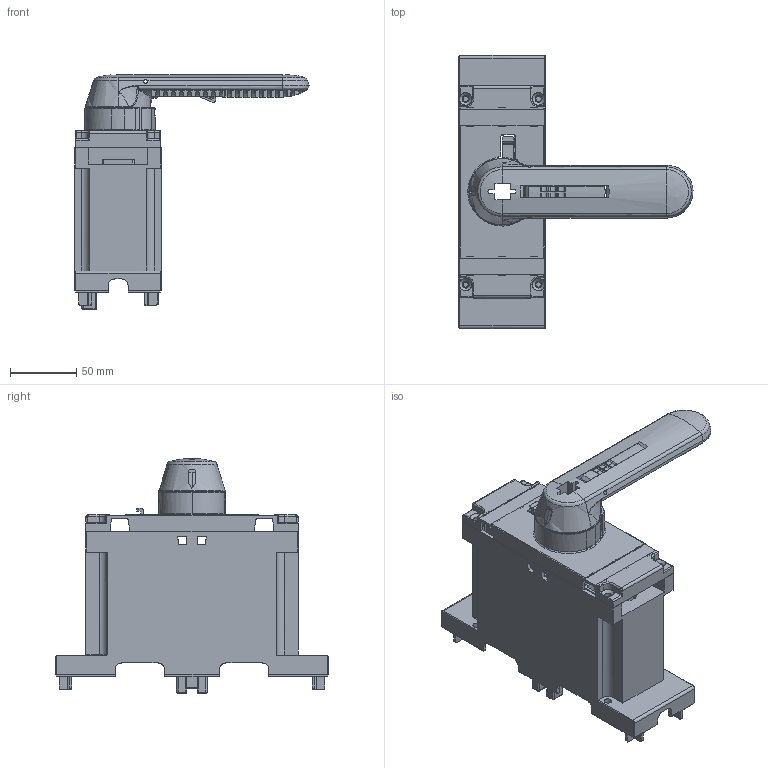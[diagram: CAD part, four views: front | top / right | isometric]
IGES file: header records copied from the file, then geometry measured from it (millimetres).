
Global section: file name: OSV800DK-palikka.igs; preprocessor: I-DEAS 3D IGES Translator 11; date: 20090604.090953; units: millimetre
Bounding box: 176.45 x 206 x 177.19 mm (x, y, z)
Volume: 388358.7 mm3; surface area: 283067.7 mm2
Topology: 4 solids, 4 shells, 2453 faces, 6557 edges, 3971 vertices
Faces by surface type: bspline 2453
